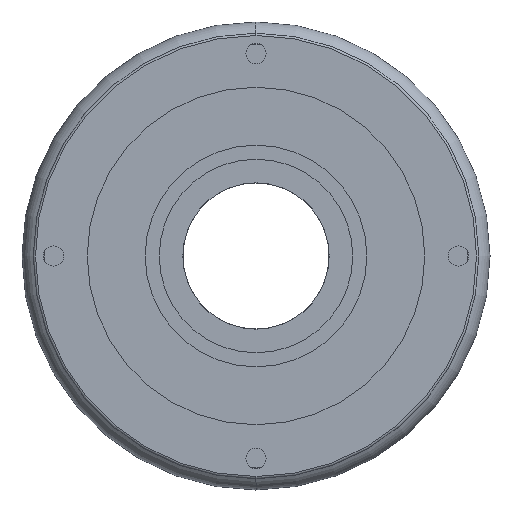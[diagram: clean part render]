
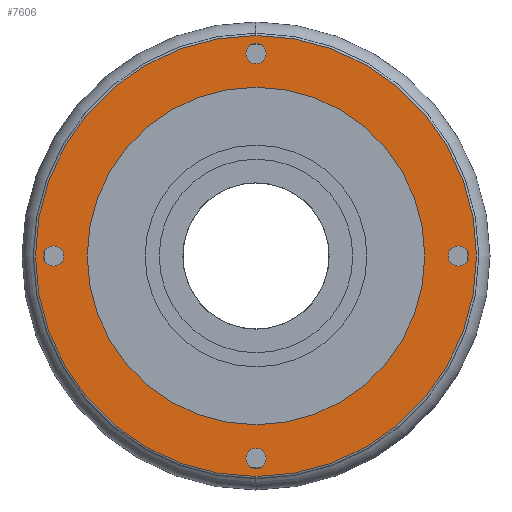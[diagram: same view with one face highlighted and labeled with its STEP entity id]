
A CAD part, left-side view. The second image highlights one B-rep face of the part: STEP entity #7606.
In plain terms, the highlighted planar face has unit normal (-1, 0, 0).
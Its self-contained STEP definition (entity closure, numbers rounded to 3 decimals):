
#23 = ORIENTED_EDGE ( 'NONE', *, *, #2528, .F. ) ;
#85 = VERTEX_POINT ( 'NONE', #3607 ) ;
#141 = ORIENTED_EDGE ( 'NONE', *, *, #4260, .T. ) ;
#184 = AXIS2_PLACEMENT_3D ( 'NONE', #5859, #7855, #11143 ) ;
#252 = CIRCLE ( 'NONE', #11063, 4.5 ) ;
#253 = CIRCLE ( 'NONE', #1890, 4.5 ) ;
#257 = EDGE_CURVE ( 'NONE', #5110, #3042, #10018, .T. ) ;
#279 = AXIS2_PLACEMENT_3D ( 'NONE', #7628, #4958, #4730 ) ;
#687 = EDGE_LOOP ( 'NONE', ( #9425, #10058 ) ) ;
#711 = CARTESIAN_POINT ( 'NONE',  ( 0., 90., 0. ) ) ;
#756 = DIRECTION ( 'NONE',  ( 1., 0., 0. ) ) ;
#762 = DIRECTION ( 'NONE',  ( 0., 0., -1. ) ) ;
#774 = CARTESIAN_POINT ( 'NONE',  ( 0., 90., 0. ) ) ;
#1155 = EDGE_CURVE ( 'NONE', #5740, #6242, #4181, .T. ) ;
#1198 = CARTESIAN_POINT ( 'NONE',  ( 0., 0., -90. ) ) ;
#1346 = AXIS2_PLACEMENT_3D ( 'NONE', #3505, #1966, #8087 ) ;
#1373 = DIRECTION ( 'NONE',  ( 0., 0., -1. ) ) ;
#1492 = FACE_OUTER_BOUND ( 'NONE', #1945, .T. ) ;
#1697 = DIRECTION ( 'NONE',  ( 0., 0., -1. ) ) ;
#1766 = DIRECTION ( 'NONE',  ( 0., 0., -1. ) ) ;
#1861 = DIRECTION ( 'NONE',  ( 0., 0., -1. ) ) ;
#1890 = AXIS2_PLACEMENT_3D ( 'NONE', #6051, #9549, #1697 ) ;
#1945 = EDGE_LOOP ( 'NONE', ( #10151, #3274 ) ) ;
#1966 = DIRECTION ( 'NONE',  ( -1., 0., 0. ) ) ;
#1979 = EDGE_CURVE ( 'NONE', #3666, #85, #8484, .T. ) ;
#2057 = EDGE_CURVE ( 'NONE', #85, #3666, #253, .T. ) ;
#2147 = CARTESIAN_POINT ( 'NONE',  ( 0., 0., 0. ) ) ;
#2258 = AXIS2_PLACEMENT_3D ( 'NONE', #3465, #9665, #1766 ) ;
#2295 = EDGE_CURVE ( 'NONE', #6233, #9610, #252, .T. ) ;
#2322 = CARTESIAN_POINT ( 'NONE',  ( 0., 99., 0. ) ) ;
#2344 = ORIENTED_EDGE ( 'NONE', *, *, #257, .T. ) ;
#2347 = DIRECTION ( 'NONE',  ( 1., 0., 0. ) ) ;
#2486 = CIRCLE ( 'NONE', #1346, 75. ) ;
#2528 = EDGE_CURVE ( 'NONE', #6242, #5740, #2486, .T. ) ;
#2678 = CARTESIAN_POINT ( 'NONE',  ( 0., 0., 75. ) ) ;
#2694 = CIRCLE ( 'NONE', #5600, 4.5 ) ;
#2836 = CARTESIAN_POINT ( 'NONE',  ( 0., 0., 85.5 ) ) ;
#2881 = EDGE_LOOP ( 'NONE', ( #7361, #23 ) ) ;
#2932 = DIRECTION ( 'NONE',  ( 0., 0., -1. ) ) ;
#3042 = VERTEX_POINT ( 'NONE', #3468 ) ;
#3145 = AXIS2_PLACEMENT_3D ( 'NONE', #5989, #6657, #5812 ) ;
#3164 = FACE_BOUND ( 'NONE', #7949, .T. ) ;
#3274 = ORIENTED_EDGE ( 'NONE', *, *, #3681, .T. ) ;
#3344 = ORIENTED_EDGE ( 'NONE', *, *, #1979, .T. ) ;
#3465 = CARTESIAN_POINT ( 'NONE',  ( 0., -90., 0. ) ) ;
#3468 = CARTESIAN_POINT ( 'NONE',  ( 0., 0., -85.5 ) ) ;
#3505 = CARTESIAN_POINT ( 'NONE',  ( 0., 0., 0. ) ) ;
#3607 = CARTESIAN_POINT ( 'NONE',  ( 0., -90., -4.5 ) ) ;
#3659 = CIRCLE ( 'NONE', #10061, 98. ) ;
#3666 = VERTEX_POINT ( 'NONE', #9005 ) ;
#3681 = EDGE_CURVE ( 'NONE', #7874, #11297, #3659, .T. ) ;
#3820 = EDGE_CURVE ( 'NONE', #6740, #8662, #11060, .T. ) ;
#3826 = DIRECTION ( 'NONE',  ( 1., 0., 0. ) ) ;
#4028 = DIRECTION ( 'NONE',  ( 0., 0., -1. ) ) ;
#4088 = CARTESIAN_POINT ( 'NONE',  ( 0., 0., 90. ) ) ;
#4181 = CIRCLE ( 'NONE', #184, 75. ) ;
#4244 = DIRECTION ( 'NONE',  ( 0., 1., 0. ) ) ;
#4260 = EDGE_CURVE ( 'NONE', #8662, #6740, #2694, .T. ) ;
#4325 = EDGE_LOOP ( 'NONE', ( #6907, #141 ) ) ;
#4730 = DIRECTION ( 'NONE',  ( 0., 0., -1. ) ) ;
#4838 = CIRCLE ( 'NONE', #9625, 4.5 ) ;
#4958 = DIRECTION ( 'NONE',  ( 1., 0., 0. ) ) ;
#5052 = FACE_BOUND ( 'NONE', #687, .T. ) ;
#5085 = EDGE_LOOP ( 'NONE', ( #2344, #8494 ) ) ;
#5110 = VERTEX_POINT ( 'NONE', #7872 ) ;
#5600 = AXIS2_PLACEMENT_3D ( 'NONE', #4088, #7597, #4028 ) ;
#5702 = CARTESIAN_POINT ( 'NONE',  ( 0., 0., -75. ) ) ;
#5740 = VERTEX_POINT ( 'NONE', #2678 ) ;
#5754 = CIRCLE ( 'NONE', #7213, 4.5 ) ;
#5812 = DIRECTION ( 'NONE',  ( 0., 0., -1. ) ) ;
#5859 = CARTESIAN_POINT ( 'NONE',  ( 0., 0., 0. ) ) ;
#5989 = CARTESIAN_POINT ( 'NONE',  ( 0., 0., 0. ) ) ;
#6051 = CARTESIAN_POINT ( 'NONE',  ( 0., -90., 0. ) ) ;
#6233 = VERTEX_POINT ( 'NONE', #9272 ) ;
#6242 = VERTEX_POINT ( 'NONE', #5702 ) ;
#6350 = AXIS2_PLACEMENT_3D ( 'NONE', #7713, #2347, #10184 ) ;
#6610 = AXIS2_PLACEMENT_3D ( 'NONE', #2322, #756, #4244 ) ;
#6657 = DIRECTION ( 'NONE',  ( -1., 0., 0. ) ) ;
#6740 = VERTEX_POINT ( 'NONE', #2836 ) ;
#6907 = ORIENTED_EDGE ( 'NONE', *, *, #3820, .T. ) ;
#6938 = DIRECTION ( 'NONE',  ( 1., 0., 0. ) ) ;
#7213 = AXIS2_PLACEMENT_3D ( 'NONE', #774, #9713, #1861 ) ;
#7361 = ORIENTED_EDGE ( 'NONE', *, *, #1155, .F. ) ;
#7539 = CIRCLE ( 'NONE', #3145, 98. ) ;
#7597 = DIRECTION ( 'NONE',  ( 1., 0., 0. ) ) ;
#7606 = ADVANCED_FACE ( 'NONE', ( #11140, #5052, #9301, #3164, #8504, #1492 ), #8564, .F. ) ;
#7628 = CARTESIAN_POINT ( 'NONE',  ( 0., 0., 90. ) ) ;
#7713 = CARTESIAN_POINT ( 'NONE',  ( 0., 0., -90. ) ) ;
#7855 = DIRECTION ( 'NONE',  ( -1., 0., 0. ) ) ;
#7872 = CARTESIAN_POINT ( 'NONE',  ( 0., 0., -94.5 ) ) ;
#7874 = VERTEX_POINT ( 'NONE', #9814 ) ;
#7879 = CARTESIAN_POINT ( 'NONE',  ( 0., 90., 4.5 ) ) ;
#7949 = EDGE_LOOP ( 'NONE', ( #10453, #3344 ) ) ;
#8087 = DIRECTION ( 'NONE',  ( 0., 0., 1. ) ) ;
#8304 = CARTESIAN_POINT ( 'NONE',  ( 0., 0., -98. ) ) ;
#8484 = CIRCLE ( 'NONE', #2258, 4.5 ) ;
#8494 = ORIENTED_EDGE ( 'NONE', *, *, #10893, .T. ) ;
#8504 = FACE_BOUND ( 'NONE', #4325, .T. ) ;
#8564 = PLANE ( 'NONE',  #6610 ) ;
#8662 = VERTEX_POINT ( 'NONE', #9196 ) ;
#8810 = EDGE_CURVE ( 'NONE', #11297, #7874, #7539, .T. ) ;
#9005 = CARTESIAN_POINT ( 'NONE',  ( 0., -90., 4.5 ) ) ;
#9196 = CARTESIAN_POINT ( 'NONE',  ( 0., 0., 94.5 ) ) ;
#9272 = CARTESIAN_POINT ( 'NONE',  ( 0., 90., -4.5 ) ) ;
#9301 = FACE_BOUND ( 'NONE', #5085, .T. ) ;
#9425 = ORIENTED_EDGE ( 'NONE', *, *, #2295, .T. ) ;
#9549 = DIRECTION ( 'NONE',  ( 1., 0., 0. ) ) ;
#9610 = VERTEX_POINT ( 'NONE', #7879 ) ;
#9625 = AXIS2_PLACEMENT_3D ( 'NONE', #1198, #3826, #2932 ) ;
#9665 = DIRECTION ( 'NONE',  ( 1., 0., 0. ) ) ;
#9713 = DIRECTION ( 'NONE',  ( 1., 0., 0. ) ) ;
#9814 = CARTESIAN_POINT ( 'NONE',  ( 0., 0., 98. ) ) ;
#10018 = CIRCLE ( 'NONE', #6350, 4.5 ) ;
#10058 = ORIENTED_EDGE ( 'NONE', *, *, #10328, .T. ) ;
#10061 = AXIS2_PLACEMENT_3D ( 'NONE', #2147, #10210, #1373 ) ;
#10151 = ORIENTED_EDGE ( 'NONE', *, *, #8810, .T. ) ;
#10184 = DIRECTION ( 'NONE',  ( 0., 0., -1. ) ) ;
#10210 = DIRECTION ( 'NONE',  ( -1., 0., 0. ) ) ;
#10328 = EDGE_CURVE ( 'NONE', #9610, #6233, #5754, .T. ) ;
#10453 = ORIENTED_EDGE ( 'NONE', *, *, #2057, .T. ) ;
#10893 = EDGE_CURVE ( 'NONE', #3042, #5110, #4838, .T. ) ;
#11060 = CIRCLE ( 'NONE', #279, 4.5 ) ;
#11063 = AXIS2_PLACEMENT_3D ( 'NONE', #711, #6938, #762 ) ;
#11140 = FACE_BOUND ( 'NONE', #2881, .T. ) ;
#11143 = DIRECTION ( 'NONE',  ( 0., 0., 1. ) ) ;
#11297 = VERTEX_POINT ( 'NONE', #8304 ) ;
